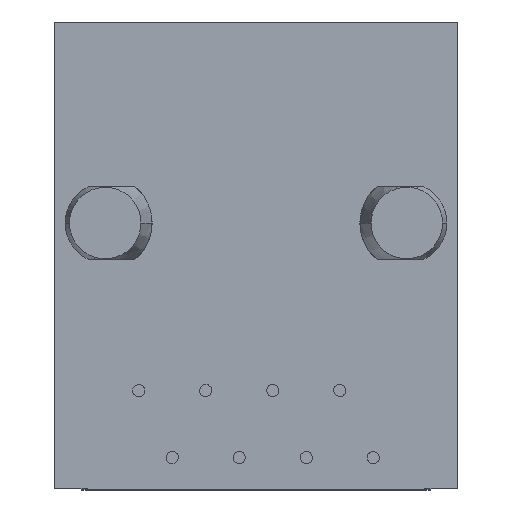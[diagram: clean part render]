
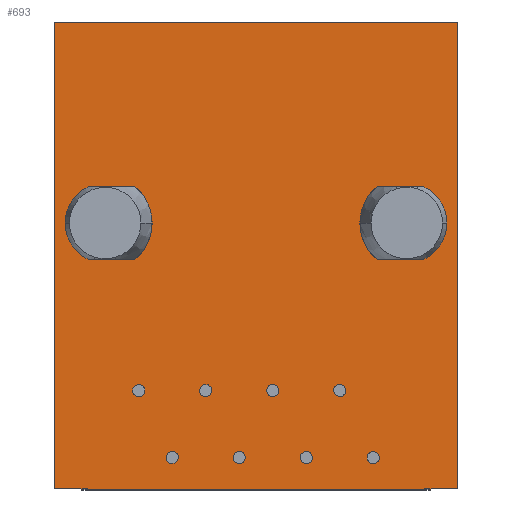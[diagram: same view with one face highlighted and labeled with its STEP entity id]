
A CAD part, front view. The second image highlights one B-rep face of the part: STEP entity #693.
In plain terms, the highlighted planar face has unit normal (0, -1, 0).
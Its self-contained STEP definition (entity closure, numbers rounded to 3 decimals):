
#101 = DIRECTION ( 'NONE',  ( 0., 0., 1. ) ) ;
#136 = DIRECTION ( 'NONE',  ( 0., 0., 1. ) ) ;
#143 = VECTOR ( 'NONE', #832, 1000. ) ;
#243 = ORIENTED_EDGE ( 'NONE', *, *, #1699, .T. ) ;
#254 = VERTEX_POINT ( 'NONE', #2805 ) ;
#285 = DIRECTION ( 'NONE',  ( 0., 1., 0. ) ) ;
#294 = VERTEX_POINT ( 'NONE', #3018 ) ;
#355 = ORIENTED_EDGE ( 'NONE', *, *, #3404, .T. ) ;
#397 = VERTEX_POINT ( 'NONE', #3068 ) ;
#420 = VECTOR ( 'NONE', #4363, 1000. ) ;
#475 = CARTESIAN_POINT ( 'NONE',  ( 7.65, 0., -10.08 ) ) ;
#489 = VERTEX_POINT ( 'NONE', #475 ) ;
#512 = DIRECTION ( 'NONE',  ( 0., 1., 0. ) ) ;
#523 = CARTESIAN_POINT ( 'NONE',  ( -6.4, 0., -10.08 ) ) ;
#530 = CIRCLE ( 'NONE', #713, 1.52 ) ;
#531 = ORIENTED_EDGE ( 'NONE', *, *, #985, .F. ) ;
#628 = DIRECTION ( 'NONE',  ( 0., 0., -1. ) ) ;
#657 = CARTESIAN_POINT ( 'NONE',  ( -6.4, 0., -10.08 ) ) ;
#693 = ADVANCED_FACE ( 'NONE', ( #2760, #1996, #3694 ), #5380, .T. ) ;
#710 = EDGE_CURVE ( 'NONE', #1541, #1995, #4268, .T. ) ;
#712 = CARTESIAN_POINT ( 'NONE',  ( -5.715, 0., 0. ) ) ;
#713 = AXIS2_PLACEMENT_3D ( 'NONE', #3388, #3843, #2506 ) ;
#725 = AXIS2_PLACEMENT_3D ( 'NONE', #3290, #4489, #3676 ) ;
#769 = EDGE_CURVE ( 'NONE', #294, #5374, #530, .T. ) ;
#810 = CARTESIAN_POINT ( 'NONE',  ( -7.65, 0., 7.62 ) ) ;
#812 = CIRCLE ( 'NONE', #1697, 1.52 ) ;
#831 = EDGE_CURVE ( 'NONE', #489, #1995, #1845, .T. ) ;
#832 = DIRECTION ( 'NONE',  ( 1., 0., 0. ) ) ;
#873 = CIRCLE ( 'NONE', #2744, 1.52 ) ;
#929 = VERTEX_POINT ( 'NONE', #969 ) ;
#969 = CARTESIAN_POINT ( 'NONE',  ( 6.363, 0., 1.375 ) ) ;
#981 = VERTEX_POINT ( 'NONE', #1518 ) ;
#985 = EDGE_CURVE ( 'NONE', #4432, #5475, #1110, .T. ) ;
#987 = LINE ( 'NONE', #2712, #4461 ) ;
#989 = VECTOR ( 'NONE', #4774, 1000. ) ;
#999 = CARTESIAN_POINT ( 'NONE',  ( 7.65, 0., -10.08 ) ) ;
#1027 = CARTESIAN_POINT ( 'NONE',  ( -5.067, 0., -1.375 ) ) ;
#1110 = LINE ( 'NONE', #5344, #1946 ) ;
#1302 = CARTESIAN_POINT ( 'NONE',  ( 6.4, 0., -10.08 ) ) ;
#1309 = CARTESIAN_POINT ( 'NONE',  ( 6.4, 0., -10.08 ) ) ;
#1371 = EDGE_CURVE ( 'NONE', #2782, #4539, #812, .T. ) ;
#1383 = DIRECTION ( 'NONE',  ( 1., 0., 0. ) ) ;
#1397 = VECTOR ( 'NONE', #5203, 1000. ) ;
#1449 = ORIENTED_EDGE ( 'NONE', *, *, #1371, .T. ) ;
#1469 = DIRECTION ( 'NONE',  ( 0., 0., -1. ) ) ;
#1518 = CARTESIAN_POINT ( 'NONE',  ( -7.235, 0., 0. ) ) ;
#1541 = VERTEX_POINT ( 'NONE', #2260 ) ;
#1592 = ORIENTED_EDGE ( 'NONE', *, *, #4937, .F. ) ;
#1637 = ORIENTED_EDGE ( 'NONE', *, *, #2072, .F. ) ;
#1656 = CARTESIAN_POINT ( 'NONE',  ( -7.65, 0., -10.08 ) ) ;
#1697 = AXIS2_PLACEMENT_3D ( 'NONE', #4359, #512, #3097 ) ;
#1699 = EDGE_CURVE ( 'NONE', #2019, #2849, #1710, .T. ) ;
#1710 = LINE ( 'NONE', #3907, #989 ) ;
#1762 = EDGE_CURVE ( 'NONE', #254, #5475, #4278, .T. ) ;
#1766 = ORIENTED_EDGE ( 'NONE', *, *, #2123, .T. ) ;
#1845 = LINE ( 'NONE', #999, #4537 ) ;
#1861 = VERTEX_POINT ( 'NONE', #2004 ) ;
#1871 = LINE ( 'NONE', #5283, #420 ) ;
#1946 = VECTOR ( 'NONE', #628, 1000. ) ;
#1953 = CIRCLE ( 'NONE', #3746, 1.52 ) ;
#1995 = VERTEX_POINT ( 'NONE', #2273 ) ;
#1996 = FACE_BOUND ( 'NONE', #5382, .T. ) ;
#2003 = EDGE_CURVE ( 'NONE', #929, #294, #1953, .T. ) ;
#2004 = CARTESIAN_POINT ( 'NONE',  ( -6.363, 0., 1.375 ) ) ;
#2018 = DIRECTION ( 'NONE',  ( 0., 0., -1. ) ) ;
#2019 = VERTEX_POINT ( 'NONE', #1027 ) ;
#2072 = EDGE_CURVE ( 'NONE', #3523, #1541, #987, .T. ) ;
#2085 = EDGE_LOOP ( 'NONE', ( #243, #3695, #355, #3256, #1766 ) ) ;
#2123 = EDGE_CURVE ( 'NONE', #397, #2019, #3114, .T. ) ;
#2153 = CARTESIAN_POINT ( 'NONE',  ( -6.4, 0., -10.12 ) ) ;
#2230 = CARTESIAN_POINT ( 'NONE',  ( 5.067, 0., -1.375 ) ) ;
#2260 = CARTESIAN_POINT ( 'NONE',  ( -7.65, 0., 7.62 ) ) ;
#2273 = CARTESIAN_POINT ( 'NONE',  ( 7.65, 0., 7.62 ) ) ;
#2374 = CIRCLE ( 'NONE', #3175, 1.52 ) ;
#2385 = CARTESIAN_POINT ( 'NONE',  ( -5.715, 0., 0. ) ) ;
#2437 = EDGE_LOOP ( 'NONE', ( #4019, #4333, #1637, #5022, #4755, #4671, #531, #4430 ) ) ;
#2506 = DIRECTION ( 'NONE',  ( 0.426, 0., 0.905 ) ) ;
#2712 = CARTESIAN_POINT ( 'NONE',  ( -7.65, 0., -10.08 ) ) ;
#2741 = VECTOR ( 'NONE', #5098, 1000. ) ;
#2744 = AXIS2_PLACEMENT_3D ( 'NONE', #2385, #3721, #5313 ) ;
#2760 = FACE_OUTER_BOUND ( 'NONE', #2437, .T. ) ;
#2782 = VERTEX_POINT ( 'NONE', #2230 ) ;
#2805 = CARTESIAN_POINT ( 'NONE',  ( -6.4, 0., -10.12 ) ) ;
#2836 = LINE ( 'NONE', #657, #3180 ) ;
#2849 = VERTEX_POINT ( 'NONE', #4047 ) ;
#2883 = DIRECTION ( 'NONE',  ( -0.426, 0., -0.905 ) ) ;
#3018 = CARTESIAN_POINT ( 'NONE',  ( 7.235, 0., 0. ) ) ;
#3068 = CARTESIAN_POINT ( 'NONE',  ( -5.067, 0., 1.375 ) ) ;
#3097 = DIRECTION ( 'NONE',  ( -0.426, 0., -0.905 ) ) ;
#3106 = AXIS2_PLACEMENT_3D ( 'NONE', #5406, #3283, #1469 ) ;
#3114 = CIRCLE ( 'NONE', #725, 1.52 ) ;
#3175 = AXIS2_PLACEMENT_3D ( 'NONE', #712, #285, #2883 ) ;
#3180 = VECTOR ( 'NONE', #2018, 1000. ) ;
#3194 = DIRECTION ( 'NONE',  ( 0., 1., 0. ) ) ;
#3205 = VECTOR ( 'NONE', #3854, 1000. ) ;
#3226 = ORIENTED_EDGE ( 'NONE', *, *, #4661, .F. ) ;
#3256 = ORIENTED_EDGE ( 'NONE', *, *, #4257, .T. ) ;
#3283 = DIRECTION ( 'NONE',  ( 0., -1., 0. ) ) ;
#3290 = CARTESIAN_POINT ( 'NONE',  ( -5.715, 0., 0. ) ) ;
#3378 = LINE ( 'NONE', #1302, #2741 ) ;
#3388 = CARTESIAN_POINT ( 'NONE',  ( 5.715, 0., 0. ) ) ;
#3404 = EDGE_CURVE ( 'NONE', #981, #1861, #873, .T. ) ;
#3423 = EDGE_CURVE ( 'NONE', #4930, #254, #2836, .T. ) ;
#3488 = LINE ( 'NONE', #5204, #4329 ) ;
#3523 = VERTEX_POINT ( 'NONE', #4207 ) ;
#3536 = CARTESIAN_POINT ( 'NONE',  ( 5.067, 0., 1.375 ) ) ;
#3544 = CARTESIAN_POINT ( 'NONE',  ( 6.363, 0., 1.375 ) ) ;
#3635 = EDGE_CURVE ( 'NONE', #3523, #4930, #4620, .T. ) ;
#3676 = DIRECTION ( 'NONE',  ( 0.426, 0., 0.905 ) ) ;
#3694 = FACE_BOUND ( 'NONE', #2085, .T. ) ;
#3695 = ORIENTED_EDGE ( 'NONE', *, *, #4763, .T. ) ;
#3721 = DIRECTION ( 'NONE',  ( 0., 1., 0. ) ) ;
#3746 = AXIS2_PLACEMENT_3D ( 'NONE', #4905, #3194, #4849 ) ;
#3843 = DIRECTION ( 'NONE',  ( 0., 1., 0. ) ) ;
#3854 = DIRECTION ( 'NONE',  ( 1., 0., 0. ) ) ;
#3907 = CARTESIAN_POINT ( 'NONE',  ( -5.067, 0., -1.375 ) ) ;
#4019 = ORIENTED_EDGE ( 'NONE', *, *, #831, .T. ) ;
#4047 = CARTESIAN_POINT ( 'NONE',  ( -6.363, 0., -1.375 ) ) ;
#4075 = ORIENTED_EDGE ( 'NONE', *, *, #2003, .T. ) ;
#4207 = CARTESIAN_POINT ( 'NONE',  ( -7.65, 0., -10.08 ) ) ;
#4257 = EDGE_CURVE ( 'NONE', #1861, #397, #3488, .T. ) ;
#4268 = LINE ( 'NONE', #810, #4725 ) ;
#4278 = LINE ( 'NONE', #2153, #3205 ) ;
#4292 = ORIENTED_EDGE ( 'NONE', *, *, #769, .T. ) ;
#4329 = VECTOR ( 'NONE', #1383, 1000. ) ;
#4333 = ORIENTED_EDGE ( 'NONE', *, *, #710, .F. ) ;
#4359 = CARTESIAN_POINT ( 'NONE',  ( 5.715, 0., 0. ) ) ;
#4363 = DIRECTION ( 'NONE',  ( 1., 0., 0. ) ) ;
#4430 = ORIENTED_EDGE ( 'NONE', *, *, #5324, .T. ) ;
#4432 = VERTEX_POINT ( 'NONE', #1309 ) ;
#4440 = CARTESIAN_POINT ( 'NONE',  ( 6.4, 0., -10.12 ) ) ;
#4461 = VECTOR ( 'NONE', #101, 1000. ) ;
#4489 = DIRECTION ( 'NONE',  ( 0., 1., 0. ) ) ;
#4537 = VECTOR ( 'NONE', #136, 1000. ) ;
#4539 = VERTEX_POINT ( 'NONE', #3536 ) ;
#4620 = LINE ( 'NONE', #1656, #143 ) ;
#4661 = EDGE_CURVE ( 'NONE', #2782, #5374, #1871, .T. ) ;
#4671 = ORIENTED_EDGE ( 'NONE', *, *, #1762, .T. ) ;
#4725 = VECTOR ( 'NONE', #5128, 1000. ) ;
#4755 = ORIENTED_EDGE ( 'NONE', *, *, #3423, .T. ) ;
#4763 = EDGE_CURVE ( 'NONE', #2849, #981, #2374, .T. ) ;
#4774 = DIRECTION ( 'NONE',  ( -1., 0., 0. ) ) ;
#4849 = DIRECTION ( 'NONE',  ( 0.426, 0., 0.905 ) ) ;
#4874 = LINE ( 'NONE', #3544, #1397 ) ;
#4895 = CARTESIAN_POINT ( 'NONE',  ( 6.363, 0., -1.375 ) ) ;
#4905 = CARTESIAN_POINT ( 'NONE',  ( 5.715, 0., 0. ) ) ;
#4930 = VERTEX_POINT ( 'NONE', #523 ) ;
#4937 = EDGE_CURVE ( 'NONE', #929, #4539, #4874, .T. ) ;
#5022 = ORIENTED_EDGE ( 'NONE', *, *, #3635, .T. ) ;
#5098 = DIRECTION ( 'NONE',  ( 1., 0., 0. ) ) ;
#5128 = DIRECTION ( 'NONE',  ( 1., 0., 0. ) ) ;
#5203 = DIRECTION ( 'NONE',  ( -1., 0., 0. ) ) ;
#5204 = CARTESIAN_POINT ( 'NONE',  ( -6.363, 0., 1.375 ) ) ;
#5283 = CARTESIAN_POINT ( 'NONE',  ( 5.067, 0., -1.375 ) ) ;
#5313 = DIRECTION ( 'NONE',  ( -0.426, 0., -0.905 ) ) ;
#5324 = EDGE_CURVE ( 'NONE', #4432, #489, #3378, .T. ) ;
#5344 = CARTESIAN_POINT ( 'NONE',  ( 6.4, 0., -10.08 ) ) ;
#5374 = VERTEX_POINT ( 'NONE', #4895 ) ;
#5380 = PLANE ( 'NONE',  #3106 ) ;
#5382 = EDGE_LOOP ( 'NONE', ( #3226, #1449, #1592, #4075, #4292 ) ) ;
#5406 = CARTESIAN_POINT ( 'NONE',  ( 6.4, 0., -10.12 ) ) ;
#5475 = VERTEX_POINT ( 'NONE', #4440 ) ;
